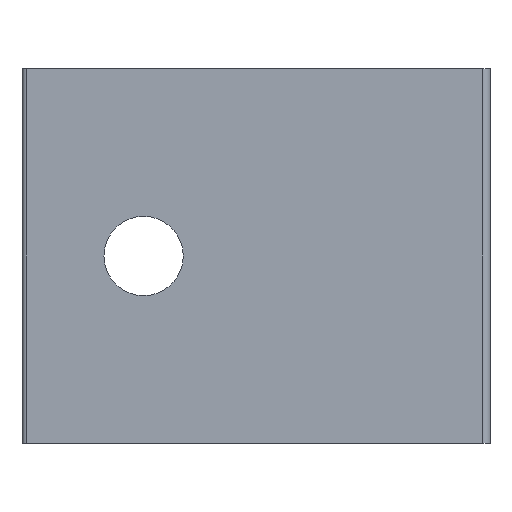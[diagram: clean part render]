
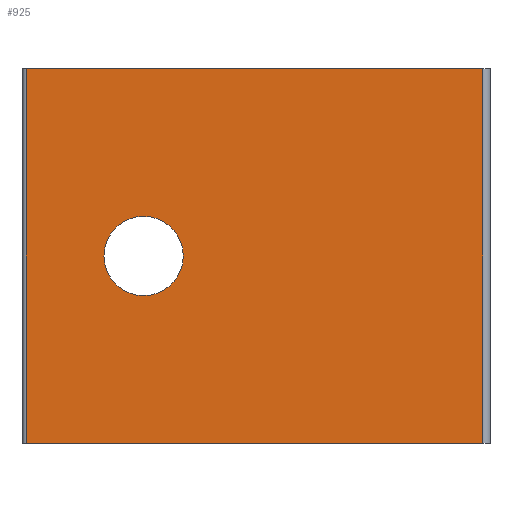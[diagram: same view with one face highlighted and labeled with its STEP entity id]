
A CAD part, front view. The second image highlights one B-rep face of the part: STEP entity #925.
In plain terms, the highlighted planar face has unit normal (0, -1, 0).
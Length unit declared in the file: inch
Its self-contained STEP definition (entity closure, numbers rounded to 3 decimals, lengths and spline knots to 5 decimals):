
#79=FACE_BOUND('',#173,.T.);
#99=PLANE('',#1040);
#117=FACE_OUTER_BOUND('',#172,.T.);
#172=EDGE_LOOP('',(#657,#658,#659,#660));
#173=EDGE_LOOP('',(#661));
#250=LINE('',#1462,#306);
#251=LINE('',#1467,#307);
#252=LINE('',#1470,#308);
#253=LINE('',#1471,#309);
#306=VECTOR('',#1172,0.3937);
#307=VECTOR('',#1179,0.3937);
#308=VECTOR('',#1182,0.3937);
#309=VECTOR('',#1183,0.3937);
#361=CIRCLE('',#1041,0.265);
#419=VERTEX_POINT('',#1459);
#420=VERTEX_POINT('',#1461);
#421=VERTEX_POINT('',#1465);
#422=VERTEX_POINT('',#1469);
#423=VERTEX_POINT('',#1472);
#514=EDGE_CURVE('',#420,#419,#250,.T.);
#517=EDGE_CURVE('',#420,#421,#251,.T.);
#518=EDGE_CURVE('',#422,#419,#252,.T.);
#519=EDGE_CURVE('',#422,#421,#253,.T.);
#520=EDGE_CURVE('',#423,#423,#361,.T.);
#657=ORIENTED_EDGE('',*,*,#517,.F.);
#658=ORIENTED_EDGE('',*,*,#514,.T.);
#659=ORIENTED_EDGE('',*,*,#518,.F.);
#660=ORIENTED_EDGE('',*,*,#519,.T.);
#661=ORIENTED_EDGE('',*,*,#520,.T.);
#925=ADVANCED_FACE('',(#117,#79),#99,.T.);
#1040=AXIS2_PLACEMENT_3D('',#1468,#1180,#1181);
#1041=AXIS2_PLACEMENT_3D('',#1473,#1184,#1185);
#1172=DIRECTION('',(1.,0.,0.));
#1179=DIRECTION('',(0.,0.,1.));
#1180=DIRECTION('center_axis',(0.,-1.,0.));
#1181=DIRECTION('ref_axis',(0.,0.,-1.));
#1182=DIRECTION('',(0.,0.,-1.));
#1183=DIRECTION('',(-1.,0.,0.));
#1184=DIRECTION('center_axis',(0.,1.,0.));
#1185=DIRECTION('ref_axis',(-1.,0.,0.));
#1459=CARTESIAN_POINT('',(1.325,0.,0.));
#1461=CARTESIAN_POINT('',(-1.72,0.,0.));
#1462=CARTESIAN_POINT('',(-1.75,0.,0.));
#1465=CARTESIAN_POINT('',(-1.72,0.,2.5));
#1467=CARTESIAN_POINT('',(-1.72,0.,0.));
#1468=CARTESIAN_POINT('Origin',(1.375,0.,0.));
#1469=CARTESIAN_POINT('',(1.325,0.,2.5));
#1470=CARTESIAN_POINT('',(1.325,0.,0.));
#1471=CARTESIAN_POINT('',(-1.75,0.,2.5));
#1472=CARTESIAN_POINT('',(-0.673,0.,1.25));
#1473=CARTESIAN_POINT('Origin',(-0.938,0.,1.25));
